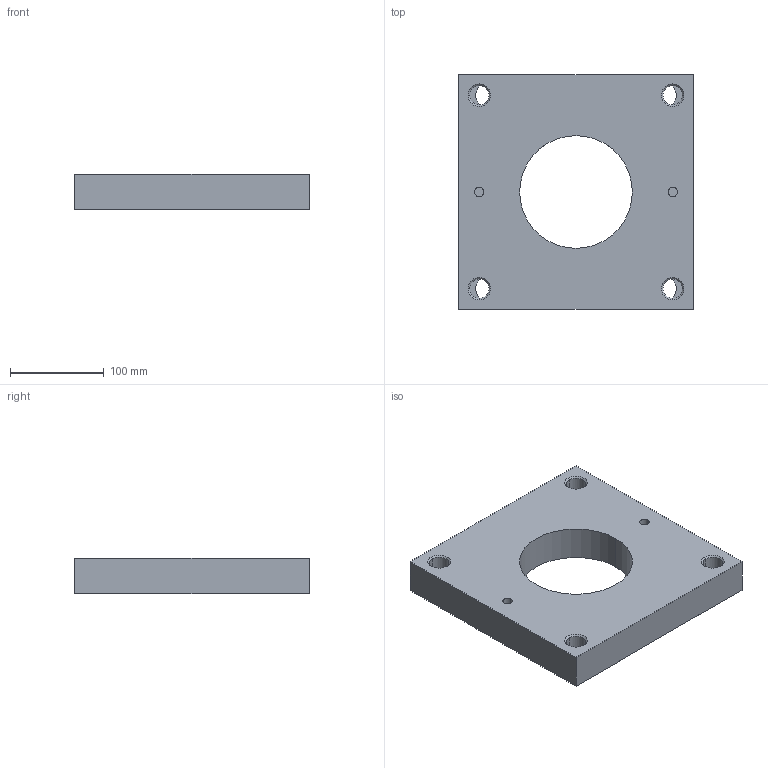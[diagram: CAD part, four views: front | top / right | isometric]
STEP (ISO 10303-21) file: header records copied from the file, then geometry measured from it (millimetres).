
FILE_DESCRIPTION(('STEP AP203'),'1');
FILE_NAME('ap_92-q-ds-92-0_5.stp','2014-08-06T06:44:41',('TraceParts'),('TraceParts S.A.'),'XStep 1.0',' ',' ');
FILE_SCHEMA(('CONFIG_CONTROL_DESIGN'));
Length unit declared in the file: millimetre
Products named in the file (1): 1
Bounding box: 250 x 250 x 37.5 mm (x, y, z)
Volume: 1851170.8 mm3; surface area: 164345.5 mm2
Topology: 1 solids, 1 shells, 67 faces, 176 edges, 108 vertices
Faces by surface type: plane 29, cylinder 22, cone 16
Entity records: 2126 total; most frequent: DIRECTION 388, CARTESIAN_POINT 352, ORIENTED_EDGE 352, EDGE_CURVE 176, AXIS2_PLACEMENT_3D 144, VERTEX_POINT 108, LINE 100, VECTOR 100
